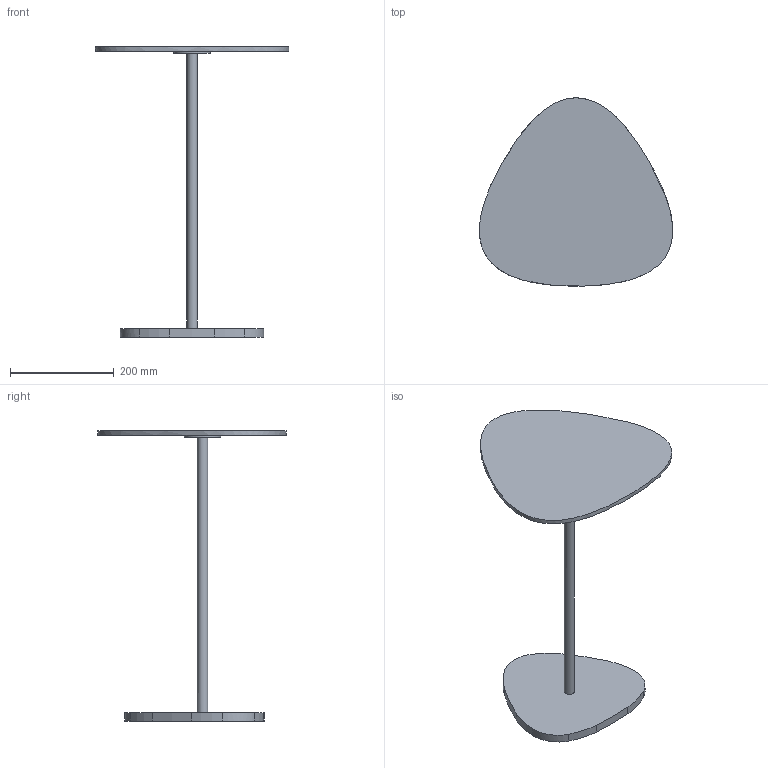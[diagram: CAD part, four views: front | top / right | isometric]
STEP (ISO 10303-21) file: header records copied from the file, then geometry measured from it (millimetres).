
FILE_DESCRIPTION(/* description */ (''),/* implementation_level */ '2;1');
FILE_NAME(/* name */ 'Trigon_CB-353_3D',/* time_stamp */ '2023-10-06T13:27:21+02:00',/* author */ (''),/* organization */ (''),/* preprocessor_version */ 'ST-DEVELOPER v16.5',/* originating_system */ 'Rhino 7.31',/* authorisation */ '');
FILE_SCHEMA (('AUTOMOTIVE_DESIGN'));
Length unit declared in the file: centimetre
Products named in the file (2): Document; Trigon_CB-353
Assembly tree (1 placements, depth 2):
  Document
    Trigon_CB-353
Bounding box: 372.97 x 363.53 x 560 mm (x, y, z)
Volume: 1697987.3 mm3; surface area: 383141.4 mm2
Topology: 3 solids, 5 shells, 24 faces, 49 edges, 33 vertices
Faces by surface type: cylinder 12, plane 8, bspline 4
Full cylindrical faces by diameter (mm): 20 x2, 70 x1
Entity records: 781 total; most frequent: CARTESIAN_POINT 355, ORIENTED_EDGE 96, EDGE_CURVE 49, VERTEX_POINT 33, DIRECTION 30, EDGE_LOOP 26, AXIS2_PLACEMENT_3D 25, ADVANCED_FACE 24
